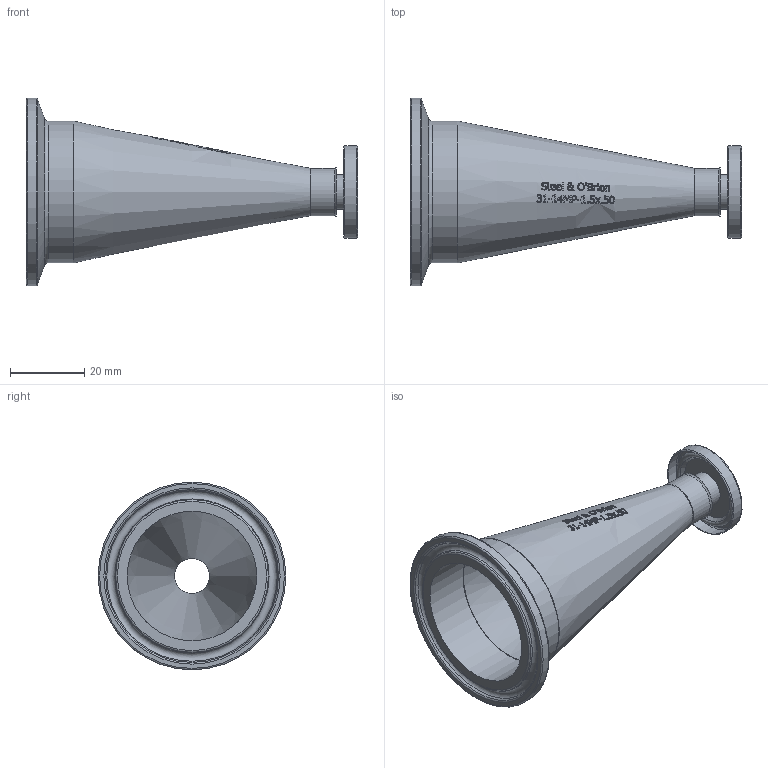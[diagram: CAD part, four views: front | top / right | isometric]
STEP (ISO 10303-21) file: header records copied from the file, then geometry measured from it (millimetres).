
FILE_DESCRIPTION(/* description */ (''),/* implementation_level */ '2;1');
FILE_NAME(/* name */ '31-14MP-15x.50.stp',/* time_stamp */ '2021-06-28T08:58:15-04:00',/* author */ ('rick'),/* organization */ (''),/* preprocessor_version */ 'ST-DEVELOPER v18',/* originating_system */ 'Autodesk Inventor 2020',/* authorisation */ '');
FILE_SCHEMA (('AUTOMOTIVE_DESIGN { 1 0 10303 214 3 1 1 }'));
Length unit declared in the file: inch
Products named in the file (1): 31-14MP-15x.50
Bounding box: 88.9 x 50.39 x 50.39 mm (x, y, z)
Volume: 15129.2 mm3; surface area: 16469.1 mm2
Topology: 1 solids, 1 shells, 458 faces, 1266 edges, 856 vertices
Faces by surface type: plane 203, bspline 187, cone 47, torus 14, cylinder 7
Full cylindrical faces by diameter (mm): 9.398 x1, 12.7 x1, 21.895 x1, 24.994 x1, 34.798 x1, 38.1 x1, 50.394 x1
Entity records: 18595 total; most frequent: CARTESIAN_POINT 7831, ORIENTED_EDGE 2532, DIRECTION 1708, EDGE_CURVE 1266, VERTEX_POINT 856, AXIS2_PLACEMENT_3D 584, LINE 540, VECTOR 540
